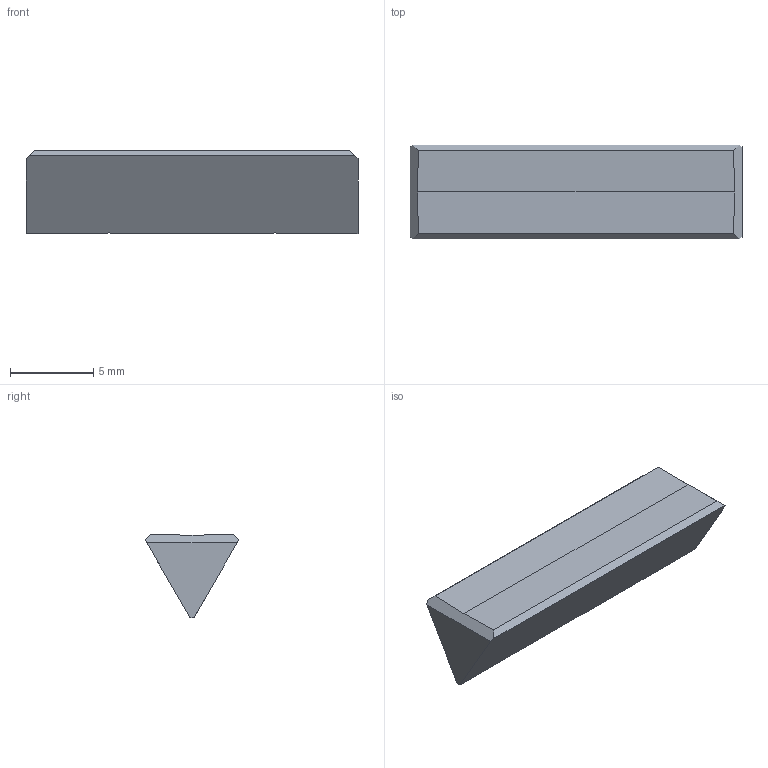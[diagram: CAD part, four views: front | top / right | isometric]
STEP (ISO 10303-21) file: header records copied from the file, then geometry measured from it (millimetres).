
FILE_DESCRIPTION (( 'STEP AP203' ), '1' );
FILE_NAME ('D0810033-v4_aLIGO_SUS_HSTS_Primary Prism, Lower Mass.STEP', '2010-08-25T16:17:41', ( ' ' ), ( ' ' ), 'SwSTEP 2.0', 'SolidWorks 2010', '' );
FILE_SCHEMA (( 'CONFIG_CONTROL_DESIGN' ));
Length unit declared in the file: millimetre
Products named in the file (1): D0810033-v4_aLIGO_SUS_HSTS_Primary Prism, Lower Mass
Bounding box: 20 x 5.66 x 5 mm (x, y, z)
Volume: 306.5 mm3; surface area: 367.2 mm2
Topology: 1 solids, 1 shells, 19 faces, 51 edges, 34 vertices
Faces by surface type: plane 15, cylinder 4
Entity records: 662 total; most frequent: CARTESIAN_POINT 129, ORIENTED_EDGE 102, DIRECTION 83, EDGE_CURVE 51, LINE 43, VECTOR 43, VERTEX_POINT 34, AXIS2_PLACEMENT_3D 20
